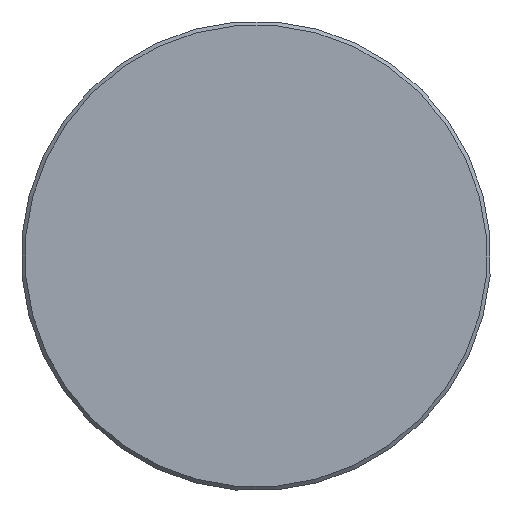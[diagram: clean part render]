
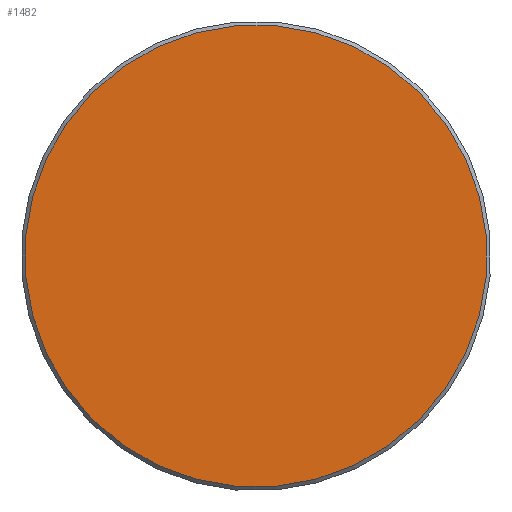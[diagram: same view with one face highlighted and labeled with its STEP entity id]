
A CAD part, left-side view. The second image highlights one B-rep face of the part: STEP entity #1482.
In plain terms, the highlighted planar face has unit normal (-1, 0, 0).
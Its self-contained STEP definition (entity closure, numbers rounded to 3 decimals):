
#137=FACE_OUTER_BOUND('',#240,.T.);
#240=EDGE_LOOP('',(#1097));
#536=CIRCLE('',#1611,15.25);
#652=VERTEX_POINT('',#2378);
#812=EDGE_CURVE('',#652,#652,#536,.T.);
#1097=ORIENTED_EDGE('',*,*,#812,.T.);
#1322=PLANE('',#1623);
#1482=ADVANCED_FACE('',(#137),#1322,.F.);
#1611=AXIS2_PLACEMENT_3D('',#2379,#1937,#1938);
#1623=AXIS2_PLACEMENT_3D('',#2404,#1965,#1966);
#1937=DIRECTION('center_axis',(-1.,0.,0.));
#1938=DIRECTION('ref_axis',(0.,0.707,0.707));
#1965=DIRECTION('center_axis',(1.,0.,0.));
#1966=DIRECTION('ref_axis',(0.,-0.707,0.707));
#2378=CARTESIAN_POINT('',(-29.,42.283,41.233));
#2379=CARTESIAN_POINT('Origin',(-29.,31.5,30.45));
#2404=CARTESIAN_POINT('Origin',(-29.,31.5,30.45));
